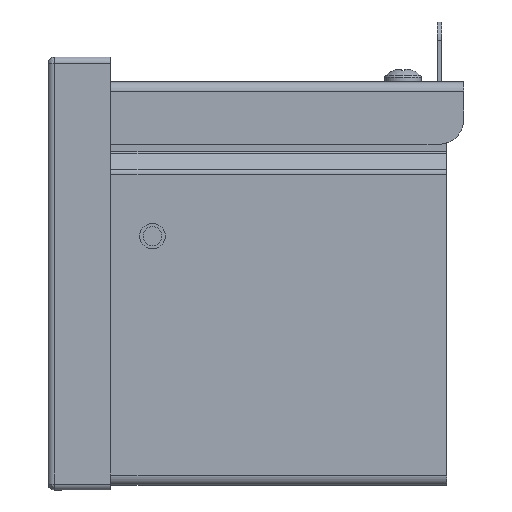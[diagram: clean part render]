
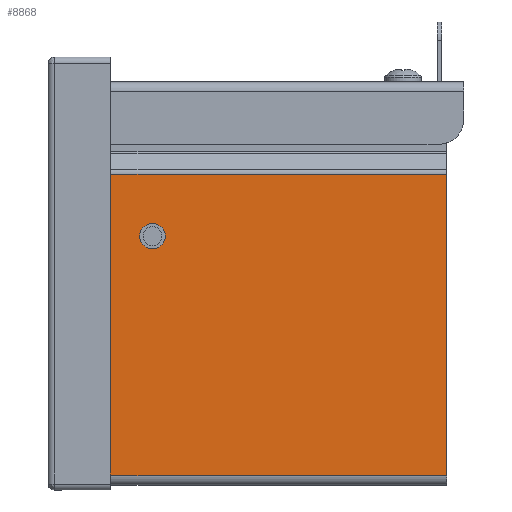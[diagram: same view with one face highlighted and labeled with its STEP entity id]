
A CAD part, left-side view. The second image highlights one B-rep face of the part: STEP entity #8868.
In plain terms, the highlighted planar face has unit normal (-1, 0, 0).
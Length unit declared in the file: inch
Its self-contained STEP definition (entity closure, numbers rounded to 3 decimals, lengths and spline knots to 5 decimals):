
#1578 = ORIENTED_EDGE ( 'NONE', *, *, #9974, .T. ) ;
#1766 = CARTESIAN_POINT ( 'NONE',  ( -4., 2.952, 2.3102 ) ) ;
#1996 = DIRECTION ( 'NONE',  ( 1., 0., 0. ) ) ;
#2046 = CARTESIAN_POINT ( 'NONE',  ( -4., 0., 3.02496 ) ) ;
#2128 = LINE ( 'NONE', #9300, #4829 ) ;
#2157 = CIRCLE ( 'NONE', #7392, 0.095 ) ;
#2729 = DIRECTION ( 'NONE',  ( 0., 0., 1. ) ) ;
#2982 = VECTOR ( 'NONE', #4529, 39.37008 ) ;
#3103 = ORIENTED_EDGE ( 'NONE', *, *, #3704, .T. ) ;
#3181 = LINE ( 'NONE', #9262, #5317 ) ;
#3237 = DIRECTION ( 'NONE',  ( 0., -1., 0. ) ) ;
#3704 = EDGE_CURVE ( 'NONE', #14533, #4527, #2128, .T. ) ;
#3888 = LINE ( 'NONE', #7567, #14131 ) ;
#3915 = PLANE ( 'NONE',  #12690 ) ;
#4496 = CARTESIAN_POINT ( 'NONE',  ( -4., 2.952, 2.4052 ) ) ;
#4514 = EDGE_CURVE ( 'NONE', #13339, #4527, #3181, .T. ) ;
#4527 = VERTEX_POINT ( 'NONE', #9343 ) ;
#4529 = DIRECTION ( 'NONE',  ( 0., 1., 0. ) ) ;
#4727 = CIRCLE ( 'NONE', #10969, 0.095 ) ;
#4794 = VERTEX_POINT ( 'NONE', #1766 ) ;
#4829 = VECTOR ( 'NONE', #12748, 39.37008 ) ;
#5248 = CARTESIAN_POINT ( 'NONE',  ( -4., 0., 3.0552 ) ) ;
#5317 = VECTOR ( 'NONE', #5755, 39.37008 ) ;
#5755 = DIRECTION ( 'NONE',  ( 0., 1., 0. ) ) ;
#6125 = CARTESIAN_POINT ( 'NONE',  ( -4., 0., 0. ) ) ;
#6463 = EDGE_LOOP ( 'NONE', ( #6818, #10009, #1578, #3103 ) ) ;
#6704 = DIRECTION ( 'NONE',  ( 0., -1., 0. ) ) ;
#6818 = ORIENTED_EDGE ( 'NONE', *, *, #4514, .F. ) ;
#7069 = CARTESIAN_POINT ( 'NONE',  ( -4., 3.952, 3.02496 ) ) ;
#7392 = AXIS2_PLACEMENT_3D ( 'NONE', #7698, #1996, #3237 ) ;
#7567 = CARTESIAN_POINT ( 'NONE',  ( -4., 0., 3.0552 ) ) ;
#7698 = CARTESIAN_POINT ( 'NONE',  ( -4., 2.952, 2.4052 ) ) ;
#8868 = ADVANCED_FACE ( 'NONE', ( #9858, #14622 ), #3915, .T. ) ;
#9262 = CARTESIAN_POINT ( 'NONE',  ( -4., 0., 0. ) ) ;
#9300 = CARTESIAN_POINT ( 'NONE',  ( -4., 3.952, 3.0552 ) ) ;
#9343 = CARTESIAN_POINT ( 'NONE',  ( -4., 3.952, 0. ) ) ;
#9858 = FACE_OUTER_BOUND ( 'NONE', #6463, .T. ) ;
#9974 = EDGE_CURVE ( 'NONE', #14424, #14533, #12740, .T. ) ;
#10009 = ORIENTED_EDGE ( 'NONE', *, *, #12741, .T. ) ;
#10206 = CARTESIAN_POINT ( 'NONE',  ( -4., 0., 3.02496 ) ) ;
#10398 = DIRECTION ( 'NONE',  ( -1., 0., 0. ) ) ;
#10969 = AXIS2_PLACEMENT_3D ( 'NONE', #4496, #13889, #6704 ) ;
#11007 = CARTESIAN_POINT ( 'NONE',  ( -4., 2.952, 2.5002 ) ) ;
#11169 = ORIENTED_EDGE ( 'NONE', *, *, #12094, .T. ) ;
#11724 = EDGE_CURVE ( 'NONE', #15350, #4794, #4727, .T. ) ;
#11739 = ORIENTED_EDGE ( 'NONE', *, *, #11724, .T. ) ;
#11744 = EDGE_LOOP ( 'NONE', ( #11169, #11739 ) ) ;
#12094 = EDGE_CURVE ( 'NONE', #4794, #15350, #2157, .T. ) ;
#12592 = DIRECTION ( 'NONE',  ( 0., -1., 0. ) ) ;
#12690 = AXIS2_PLACEMENT_3D ( 'NONE', #5248, #10398, #12592 ) ;
#12740 = LINE ( 'NONE', #2046, #2982 ) ;
#12741 = EDGE_CURVE ( 'NONE', #13339, #14424, #3888, .T. ) ;
#12748 = DIRECTION ( 'NONE',  ( 0., 0., -1. ) ) ;
#13339 = VERTEX_POINT ( 'NONE', #6125 ) ;
#13889 = DIRECTION ( 'NONE',  ( 1., 0., 0. ) ) ;
#14131 = VECTOR ( 'NONE', #2729, 39.37008 ) ;
#14424 = VERTEX_POINT ( 'NONE', #10206 ) ;
#14533 = VERTEX_POINT ( 'NONE', #7069 ) ;
#14622 = FACE_BOUND ( 'NONE', #11744, .T. ) ;
#15350 = VERTEX_POINT ( 'NONE', #11007 ) ;
